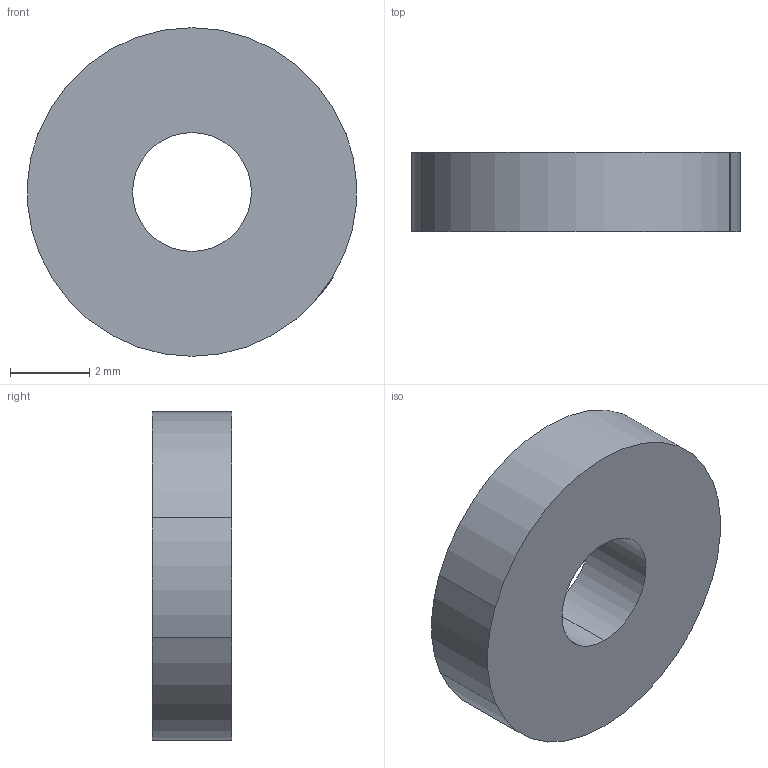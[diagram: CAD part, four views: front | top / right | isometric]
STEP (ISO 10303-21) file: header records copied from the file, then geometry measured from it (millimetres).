
FILE_DESCRIPTION (( 'STEP AP214' ), '1' );
FILE_NAME ('CTN009774.STEP', '2017-04-20T08:08:34', ( '' ), ( '' ), 'SwSTEP 2.0', 'SolidWorks 2016', '' );
FILE_SCHEMA (( 'AUTOMOTIVE_DESIGN' ));
Length unit declared in the file: millimetre
Products named in the file (1): CTN009774
Bounding box: 8.3 x 2 x 8.3 mm (x, y, z)
Volume: 94.2 mm3; surface area: 165.3 mm2
Topology: 1 solids, 1 shells, 16 faces, 39 edges, 26 vertices
Faces by surface type: cylinder 8, plane 6, bspline 2
Entity records: 781 total; most frequent: CARTESIAN_POINT 190, ORIENTED_EDGE 78, DIRECTION 77, EDGE_CURVE 39, AXIS2_PLACEMENT_3D 29, VERTEX_POINT 26, LINE 19, UNCERTAINTY_MEASURE_WITH_UNIT 19
